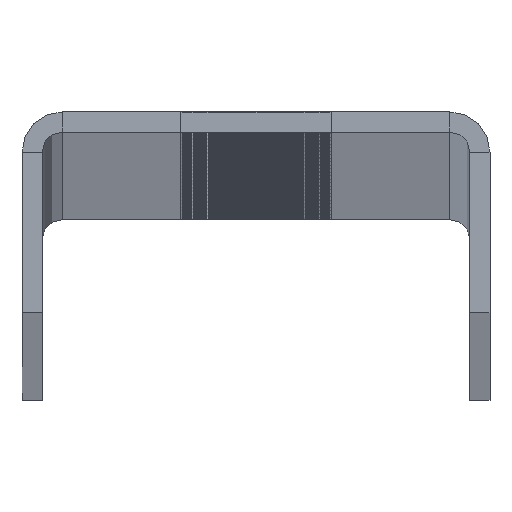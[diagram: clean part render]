
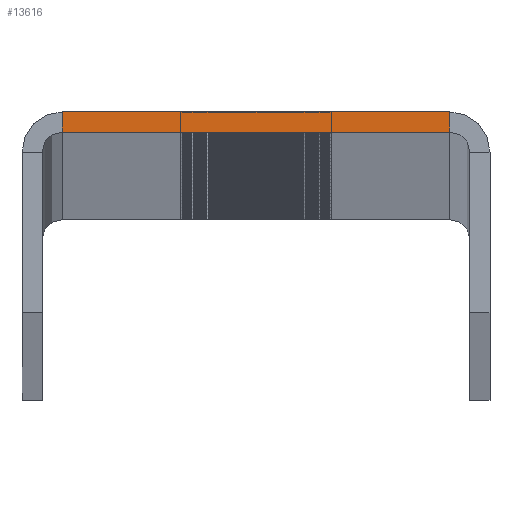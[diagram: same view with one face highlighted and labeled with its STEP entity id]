
A CAD part, top view. The second image highlights one B-rep face of the part: STEP entity #13616.
In plain terms, the highlighted planar face has unit normal (0, 0, 1).
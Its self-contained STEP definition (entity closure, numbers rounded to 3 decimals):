
#5489=DIRECTION('',(0.,-1.,0.));
#5490=VECTOR('',#5489,1.2);
#5491=CARTESIAN_POINT('',(-11.6,6.,3000.));
#5492=LINE('',#5491,#5490);
#5493=DIRECTION('',(0.,-1.,0.));
#5494=VECTOR('',#5493,1.2);
#5495=CARTESIAN_POINT('',(11.6,6.,3000.));
#5496=LINE('',#5495,#5494);
#5497=DIRECTION('',(-1.,0.,0.));
#5498=VECTOR('',#5497,23.2);
#5499=CARTESIAN_POINT('',(11.6,4.8,3000.));
#5500=LINE('',#5499,#5498);
#5501=DIRECTION('',(-1.,0.,0.));
#5502=VECTOR('',#5501,23.2);
#5503=CARTESIAN_POINT('',(11.6,6.,3000.));
#5504=LINE('',#5503,#5502);
#8006=CARTESIAN_POINT('',(-11.6,6.,3000.));
#8008=VERTEX_POINT('',#8006);
#8010=CARTESIAN_POINT('',(11.6,6.,3000.));
#8012=VERTEX_POINT('',#8010);
#8022=CARTESIAN_POINT('',(-11.6,4.8,3000.));
#8024=VERTEX_POINT('',#8022);
#8026=CARTESIAN_POINT('',(11.6,4.8,3000.));
#8028=VERTEX_POINT('',#8026);
#13604=CARTESIAN_POINT('',(0.,5.4,3000.));
#13605=DIRECTION('',(0.,0.,-1.));
#13606=DIRECTION('',(-1.,0.,0.));
#13607=AXIS2_PLACEMENT_3D('',#13604,#13605,#13606);
#13608=PLANE('',#13607);
#13610=ORIENTED_EDGE('',*,*,#13609,.T.);
#13611=ORIENTED_EDGE('',*,*,#12030,.T.);
#13612=ORIENTED_EDGE('',*,*,#13597,.F.);
#13613=ORIENTED_EDGE('',*,*,#10502,.F.);
#13614=EDGE_LOOP('',(#13610,#13611,#13612,#13613));
#13615=FACE_OUTER_BOUND('',#13614,.F.);
#13616=ADVANCED_FACE('',(#13615),#13608,.F.);
#10502=EDGE_CURVE('',#8012,#8008,#5504,.T.);
#12030=EDGE_CURVE('',#8028,#8024,#5500,.T.);
#13597=EDGE_CURVE('',#8008,#8024,#5492,.T.);
#13609=EDGE_CURVE('',#8012,#8028,#5496,.T.);
